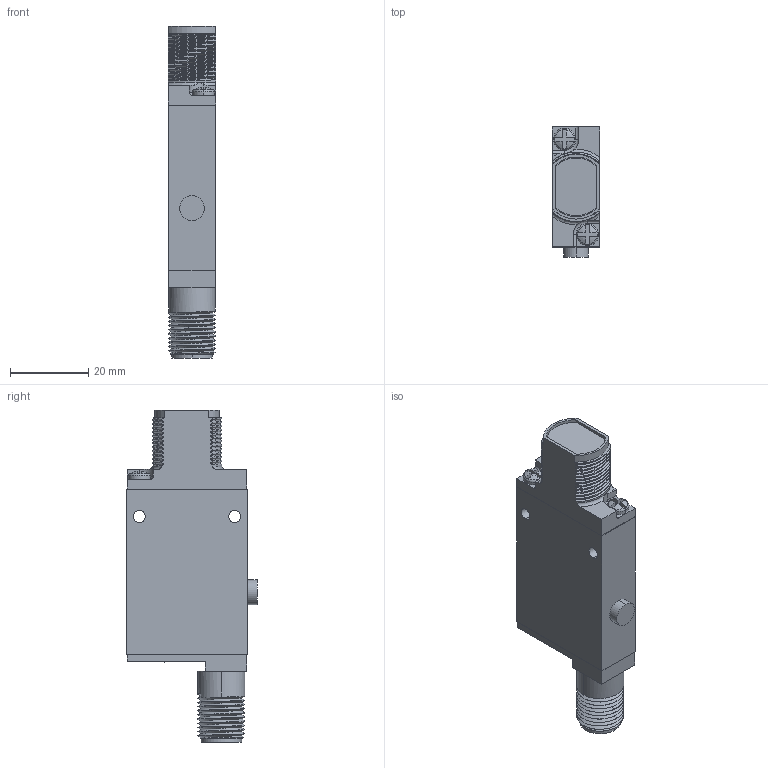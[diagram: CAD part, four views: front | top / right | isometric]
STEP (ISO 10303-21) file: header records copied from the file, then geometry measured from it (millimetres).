
FILE_DESCRIPTION((''),'2;1');
FILE_NAME('154464_ASM','2016-04-06T',('PDMAdmin'),(''),'PRO/ENGINEER BY PARAMETRIC TECHNOLOGY CORPORATION, 2013230','PRO/ENGINEER BY PARAMETRIC TECHNOLOGY CORPORATION, 2013230','');
FILE_SCHEMA(('CONFIG_CONTROL_DESIGN'));
Length unit declared in the file: inch
Products named in the file (11): 13413; 139097; 12969; 10153_ASM; 08389; 14374; 15747; 08427; 15743_ASM; 54605; 154464_ASM
Assembly tree (11 placements, depth 3):
  154464_ASM
    13413
    10153_ASM
      139097
      12969
    08389  x2
    15743_ASM
      14374
      15747
      08427
    54605
Bounding box: 12.09 x 33.27 x 84.69 mm (x, y, z)
Volume: 8059.9 mm3; surface area: 16385.6 mm2
Topology: 9 solids, 10 shells, 593 faces, 1556 edges, 1016 vertices
Faces by surface type: plane 232, cylinder 215, bspline 104, cone 16, torus 16, sphere 10
Entity records: 39435 total; most frequent: CARTESIAN_POINT 25678, ORIENTED_EDGE 2976, DIRECTION 2562, EDGE_CURVE 1490, VERTEX_POINT 974, AXIS2_PLACEMENT_3D 903, VECTOR 756, LINE 756
